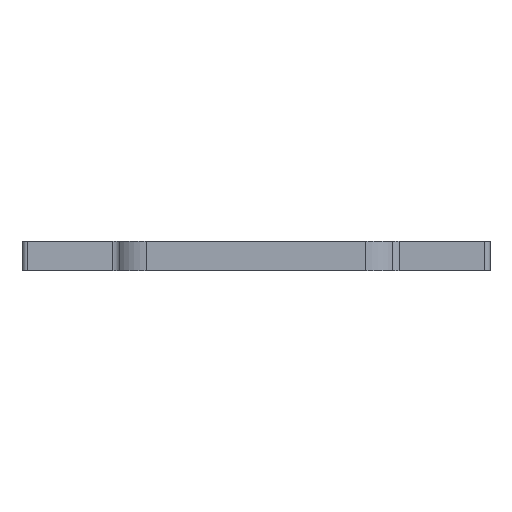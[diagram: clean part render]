
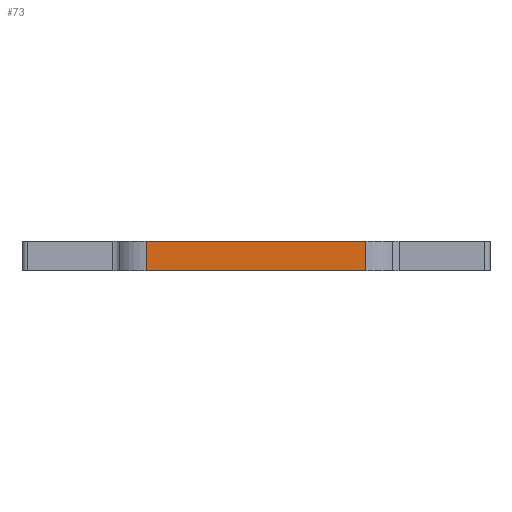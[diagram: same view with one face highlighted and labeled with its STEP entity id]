
A CAD part, left-side view. The second image highlights one B-rep face of the part: STEP entity #73.
In plain terms, the highlighted planar face has unit normal (-1, 0, 0).
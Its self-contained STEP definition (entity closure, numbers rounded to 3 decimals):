
#73=ADVANCED_FACE('',(#329),#331,.T.);
#329=FACE_BOUND('',#330,.T.);
#330=EDGE_LOOP('',(#1095,#1096,#1097,#1098));
#331=PLANE('',#332);
#332=AXIS2_PLACEMENT_3D('',#333,#334,#335);
#333=CARTESIAN_POINT('',(-30.,0.,0.));
#334=DIRECTION('',(-1.,0.,0.));
#335=DIRECTION('',(0.,-1.,0.));
#1095=ORIENTED_EDGE('',*,*,#1568,.T.);
#1096=ORIENTED_EDGE('',*,*,#1497,.F.);
#1097=ORIENTED_EDGE('',*,*,#1569,.F.);
#1098=ORIENTED_EDGE('',*,*,#1385,.F.);
#1385=EDGE_CURVE('',#1650,#1652,#1653,.T.);
#1497=EDGE_CURVE('',#1874,#1876,#1877,.T.);
#1568=EDGE_CURVE('',#1650,#1876,#2000,.T.);
#1569=EDGE_CURVE('',#1652,#1874,#2001,.T.);
#1650=VERTEX_POINT('',#2104);
#1652=VERTEX_POINT('',#2109);
#1653=LINE('',#2110,#2111);
#1874=VERTEX_POINT('',#2607);
#1876=VERTEX_POINT('',#2612);
#1877=LINE('',#2613,#2614);
#2000=LINE('',#2906,#2907);
#2001=LINE('',#2909,#2910);
#2104=CARTESIAN_POINT('',(-30.,-15.,0.));
#2109=CARTESIAN_POINT('',(-30.,15.,0.));
#2110=CARTESIAN_POINT('',(-30.,-15.,0.));
#2111=VECTOR('',#2112,1.);
#2112=DIRECTION('',(0.,1.,0.));
#2607=CARTESIAN_POINT('',(-30.,15.,4.));
#2612=CARTESIAN_POINT('',(-30.,-15.,4.));
#2613=CARTESIAN_POINT('',(-30.,15.,4.));
#2614=VECTOR('',#2615,1.);
#2615=DIRECTION('',(0.,-1.,0.));
#2906=CARTESIAN_POINT('',(-30.,-15.,0.));
#2907=VECTOR('',#2908,1.);
#2908=DIRECTION('',(0.,0.,1.));
#2909=CARTESIAN_POINT('',(-30.,15.,0.));
#2910=VECTOR('',#2911,1.);
#2911=DIRECTION('',(0.,0.,1.));
